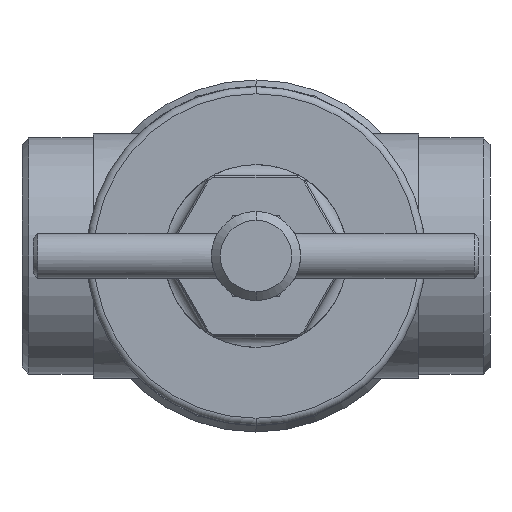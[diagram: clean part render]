
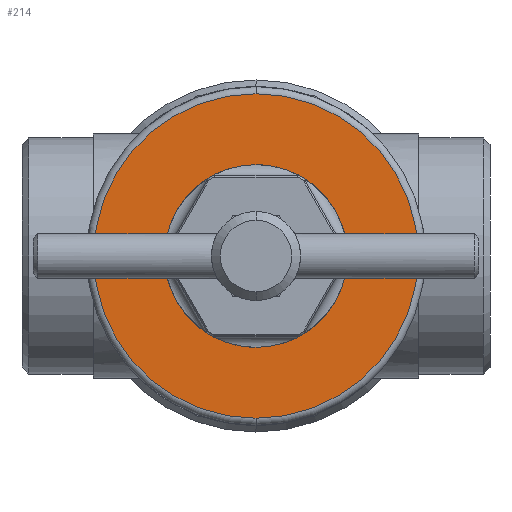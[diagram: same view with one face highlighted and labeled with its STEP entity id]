
A CAD part, front view. The second image highlights one B-rep face of the part: STEP entity #214.
In plain terms, the highlighted planar face has unit normal (0, -1, 0).
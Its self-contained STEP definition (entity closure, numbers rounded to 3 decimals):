
#139 = AXIS2_PLACEMENT_3D ( 'NONE', #9613, #4502, #4332 ) ;
#214 = ADVANCED_FACE ( 'NONE', ( #2234, #4205 ), #4173, .F. ) ;
#396 = VERTEX_POINT ( 'NONE', #14840 ) ;
#496 = EDGE_LOOP ( 'NONE', ( #12816, #16054 ) ) ;
#1209 = CARTESIAN_POINT ( 'NONE',  ( 0., -215.5, 0. ) ) ;
#1532 = DIRECTION ( 'NONE',  ( 0., 0., 1. ) ) ;
#1753 = DIRECTION ( 'NONE',  ( 0., -1., 0. ) ) ;
#2234 = FACE_BOUND ( 'NONE', #496, .T. ) ;
#3081 = CARTESIAN_POINT ( 'NONE',  ( 0., -215.5, 0. ) ) ;
#3439 = CIRCLE ( 'NONE', #3808, 20.5 ) ;
#3676 = EDGE_CURVE ( 'NONE', #6363, #8191, #7241, .T. ) ;
#3808 = AXIS2_PLACEMENT_3D ( 'NONE', #14374, #15456, #13050 ) ;
#3974 = CARTESIAN_POINT ( 'NONE',  ( 0., -215.5, 20.5 ) ) ;
#4173 = PLANE ( 'NONE',  #16283 ) ;
#4205 = FACE_OUTER_BOUND ( 'NONE', #4761, .T. ) ;
#4332 = DIRECTION ( 'NONE',  ( 0., 0., -1. ) ) ;
#4502 = DIRECTION ( 'NONE',  ( 0., -1., 0. ) ) ;
#4761 = EDGE_LOOP ( 'NONE', ( #11128, #13400 ) ) ;
#5410 = CARTESIAN_POINT ( 'NONE',  ( -36.4, -215.5, 0. ) ) ;
#5519 = DIRECTION ( 'NONE',  ( 0., 1., 0. ) ) ;
#5970 = VERTEX_POINT ( 'NONE', #3974 ) ;
#6363 = VERTEX_POINT ( 'NONE', #9341 ) ;
#6899 = DIRECTION ( 'NONE',  ( 0., 0., -1. ) ) ;
#7241 = CIRCLE ( 'NONE', #139, 36.4 ) ;
#8191 = VERTEX_POINT ( 'NONE', #11197 ) ;
#8375 = AXIS2_PLACEMENT_3D ( 'NONE', #1209, #10085, #11344 ) ;
#8911 = CIRCLE ( 'NONE', #16066, 20.5 ) ;
#9298 = CIRCLE ( 'NONE', #8375, 36.4 ) ;
#9341 = CARTESIAN_POINT ( 'NONE',  ( 0., -215.5, -36.4 ) ) ;
#9613 = CARTESIAN_POINT ( 'NONE',  ( 0., -215.5, 0. ) ) ;
#10085 = DIRECTION ( 'NONE',  ( 0., -1., 0. ) ) ;
#11128 = ORIENTED_EDGE ( 'NONE', *, *, #3676, .T. ) ;
#11197 = CARTESIAN_POINT ( 'NONE',  ( 0., -215.5, 36.4 ) ) ;
#11344 = DIRECTION ( 'NONE',  ( 0., 0., -1. ) ) ;
#12816 = ORIENTED_EDGE ( 'NONE', *, *, #14019, .F. ) ;
#13050 = DIRECTION ( 'NONE',  ( 0., 0., -1. ) ) ;
#13400 = ORIENTED_EDGE ( 'NONE', *, *, #16137, .T. ) ;
#14019 = EDGE_CURVE ( 'NONE', #396, #5970, #3439, .T. ) ;
#14374 = CARTESIAN_POINT ( 'NONE',  ( 0., -215.5, 0. ) ) ;
#14840 = CARTESIAN_POINT ( 'NONE',  ( 0., -215.5, -20.5 ) ) ;
#15456 = DIRECTION ( 'NONE',  ( 0., -1., 0. ) ) ;
#16054 = ORIENTED_EDGE ( 'NONE', *, *, #16229, .F. ) ;
#16066 = AXIS2_PLACEMENT_3D ( 'NONE', #3081, #1753, #6899 ) ;
#16137 = EDGE_CURVE ( 'NONE', #8191, #6363, #9298, .T. ) ;
#16229 = EDGE_CURVE ( 'NONE', #5970, #396, #8911, .T. ) ;
#16283 = AXIS2_PLACEMENT_3D ( 'NONE', #5410, #5519, #1532 ) ;
